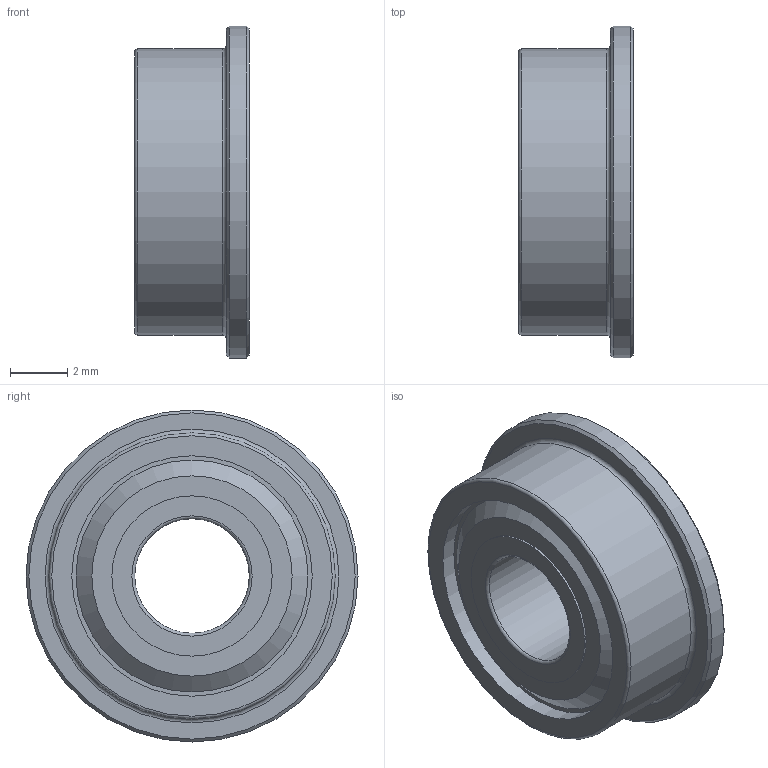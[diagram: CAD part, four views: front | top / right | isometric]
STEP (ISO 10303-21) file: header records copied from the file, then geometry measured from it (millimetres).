
FILE_DESCRIPTION(/* description */ (''),/* implementation_level */ '2;1');
FILE_NAME(/* name */ 'CutterHead_Assembly.SMF104_ZZC.step',/* time_stamp */ '2020-09-18T12:46:15-07:00',/* author */ (''),/* organization */ (''),/* preprocessor_version */ 'ST-DEVELOPER v18.1',/* originating_system */ 'Autodesk Translation Framework v9.3.0.1241',/* authorisation */ '');
FILE_SCHEMA (('AUTOMOTIVE_DESIGN { 1 0 10303 214 3 1 1 }'));
Length unit declared in the file: millimetre
Products named in the file (1): SMF104_ZZC
Bounding box: 4 x 11.6 x 11.6 mm (x, y, z)
Volume: 207.6 mm3; surface area: 685.7 mm2
Topology: 9 solids, 10 shells, 40 faces, 78 edges, 49 vertices
Faces by surface type: plane 11, cylinder 11, sphere 8, torus 6, cone 4
Full cylindrical faces by diameter (mm): 4 x1, 5.6 x4, 8.4 x4, 10 x1, 11.6 x1
Entity records: 1001 total; most frequent: DIRECTION 191, CARTESIAN_POINT 152, ORIENTED_EDGE 124, AXIS2_PLACEMENT_3D 88, EDGE_CURVE 62, EDGE_LOOP 51, VERTEX_POINT 49, CIRCLE 47
